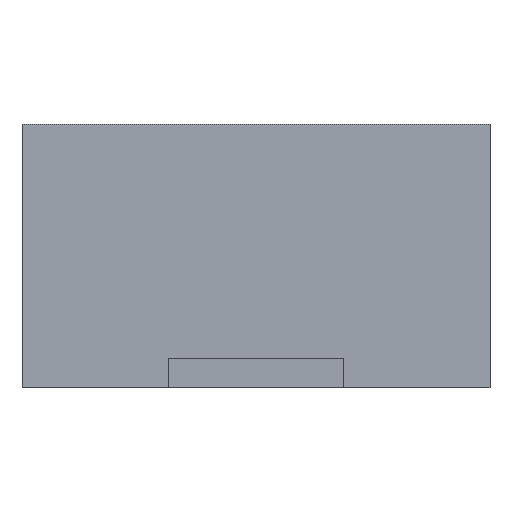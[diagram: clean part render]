
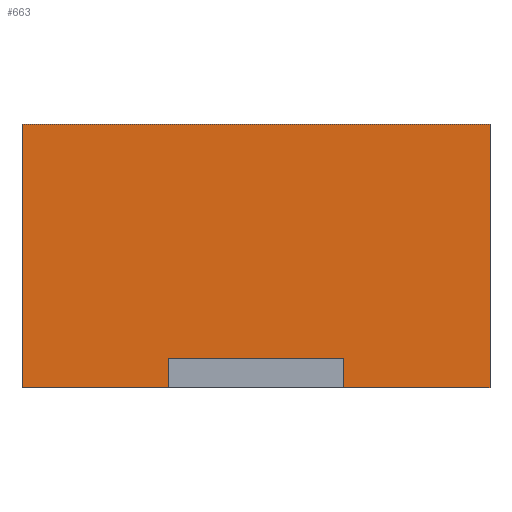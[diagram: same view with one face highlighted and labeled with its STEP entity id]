
A CAD part, left-side view. The second image highlights one B-rep face of the part: STEP entity #663.
In plain terms, the highlighted planar face has unit normal (-1, 0, 0).
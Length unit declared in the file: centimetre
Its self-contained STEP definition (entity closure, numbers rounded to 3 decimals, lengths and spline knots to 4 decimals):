
#57=FACE_OUTER_BOUND($,#91,.T.);
#91=EDGE_LOOP($,(#542,#543,#544,#545,#546,#547,#548,#549));
#158=LINE($,#992,#242);
#162=LINE($,#1000,#246);
#165=LINE($,#1006,#249);
#169=LINE($,#1014,#253);
#170=LINE($,#1016,#254);
#171=LINE($,#1018,#255);
#172=LINE($,#1020,#256);
#173=LINE($,#1021,#257);
#242=VECTOR($,#812,0.5);
#246=VECTOR($,#818,3.);
#249=VECTOR($,#823,0.5);
#253=VECTOR($,#831,2.5);
#254=VECTOR($,#832,4.5);
#255=VECTOR($,#833,8.);
#256=VECTOR($,#834,4.5);
#257=VECTOR($,#835,2.5);
#313=VERTEX_POINT($,#990);
#314=VERTEX_POINT($,#991);
#317=VERTEX_POINT($,#999);
#319=VERTEX_POINT($,#1005);
#321=VERTEX_POINT($,#1013);
#322=VERTEX_POINT($,#1015);
#323=VERTEX_POINT($,#1017);
#324=VERTEX_POINT($,#1019);
#391=EDGE_CURVE($,#313,#314,#158,.T.);
#395=EDGE_CURVE($,#314,#317,#162,.T.);
#398=EDGE_CURVE($,#317,#319,#165,.T.);
#402=EDGE_CURVE($,#321,#319,#169,.T.);
#403=EDGE_CURVE($,#322,#321,#170,.T.);
#404=EDGE_CURVE($,#323,#322,#171,.T.);
#405=EDGE_CURVE($,#323,#324,#172,.T.);
#406=EDGE_CURVE($,#313,#324,#173,.T.);
#542=ORIENTED_EDGE($,*,*,#391,.T.);
#543=ORIENTED_EDGE($,*,*,#395,.T.);
#544=ORIENTED_EDGE($,*,*,#398,.T.);
#545=ORIENTED_EDGE($,*,*,#402,.F.);
#546=ORIENTED_EDGE($,*,*,#403,.F.);
#547=ORIENTED_EDGE($,*,*,#404,.F.);
#548=ORIENTED_EDGE($,*,*,#405,.T.);
#549=ORIENTED_EDGE($,*,*,#406,.F.);
#631=PLANE($,#703);
#663=ADVANCED_FACE($,(#57),#631,.F.);
#703=AXIS2_PLACEMENT_3D($,#1012,#829,#830);
#812=DIRECTION($,(0.,0.,1.));
#818=DIRECTION($,(0.,-1.,0.));
#823=DIRECTION($,(0.,0.,-1.));
#829=DIRECTION('center_axis',(1.,0.,0.));
#830=DIRECTION('ref_axis',(0.,0.,-1.));
#831=DIRECTION($,(0.,1.,0.));
#832=DIRECTION($,(0.,0.,-1.));
#833=DIRECTION($,(0.,-1.,0.));
#834=DIRECTION($,(0.,0.,-1.));
#835=DIRECTION($,(0.,1.,0.));
#990=CARTESIAN_POINT('',(-14.2316,14.406,0.));
#991=CARTESIAN_POINT('',(-14.2316,14.406,0.5));
#992=CARTESIAN_POINT($,(-14.2316,14.406,1.375));
#999=CARTESIAN_POINT('',(-14.2316,11.406,0.5));
#1000=CARTESIAN_POINT($,(-14.2316,12.156,0.5));
#1005=CARTESIAN_POINT('',(-14.2316,11.406,0.));
#1006=CARTESIAN_POINT($,(-14.2316,11.406,1.125));
#1012=CARTESIAN_POINT('Origin',(-14.2316,12.906,2.25));
#1013=CARTESIAN_POINT('',(-14.2316,8.906,0.));
#1014=CARTESIAN_POINT($,(-14.2316,12.906,0.));
#1015=CARTESIAN_POINT('',(-14.2316,8.906,4.5));
#1016=CARTESIAN_POINT($,(-14.2316,8.906,2.25));
#1017=CARTESIAN_POINT('',(-14.2316,16.906,4.5));
#1018=CARTESIAN_POINT($,(-14.2316,12.906,4.5));
#1019=CARTESIAN_POINT('',(-14.2316,16.906,0.));
#1020=CARTESIAN_POINT($,(-14.2316,16.906,2.25));
#1021=CARTESIAN_POINT($,(-14.2316,12.906,0.));
